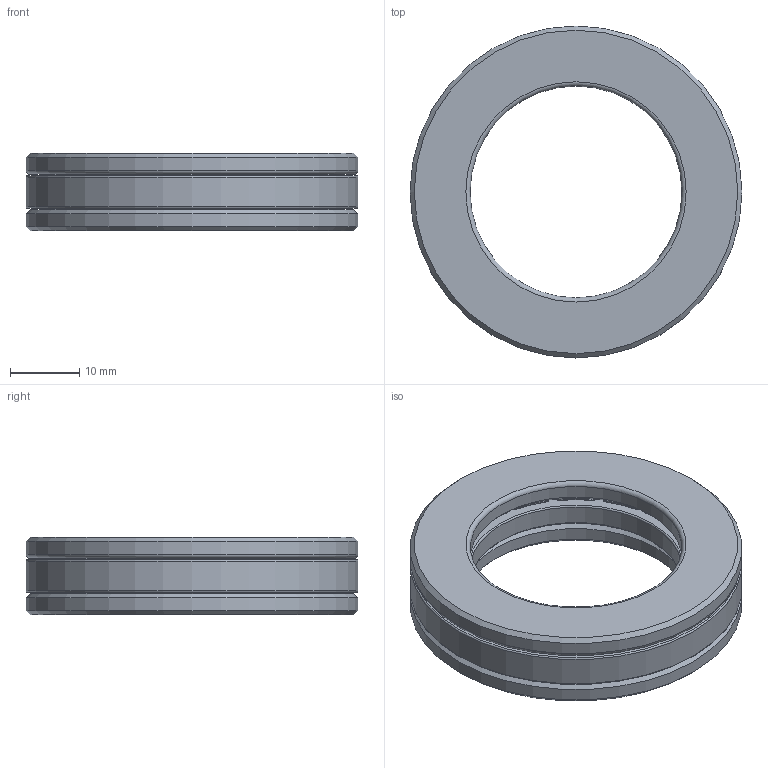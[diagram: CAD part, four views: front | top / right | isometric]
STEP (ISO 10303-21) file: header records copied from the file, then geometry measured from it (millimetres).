
FILE_DESCRIPTION(/* description */ (''),/* implementation_level */ '2;1');
FILE_NAME(/* name */ '4300N15_Cylindrical-Roller Thrust Bearing.step',/* time_stamp */ '2023-12-15T18:07:14+05:30',/* author */ (''),/* organization */ (''),/* preprocessor_version */ 'ST-DEVELOPER v20',/* originating_system */ 'Autodesk Translation Framework v12.14.0.127',/* authorisation */ '');
FILE_SCHEMA (('AUTOMOTIVE_DESIGN { 1 0 10303 214 3 1 1 }'));
Length unit declared in the file: millimetre
Products named in the file (1): 4300N15_Cylindrical-Roller Thrust Bearing
Bounding box: 48 x 48 x 11.23 mm (x, y, z)
Volume: 10129.5 mm3; surface area: 10589.9 mm2
Topology: 19 solids, 19 shells, 541 faces, 1294 edges, 713 vertices
Faces by surface type: torus 168, cylinder 167, bspline 128, plane 72, cone 6
Full cylindrical faces by diameter (mm): 5 x7, 5.106 x9, 30.638 x2, 32.681 x1, 44.527 x1, 48 x3
Entity records: 17829 total; most frequent: CARTESIAN_POINT 5776, DIRECTION 2735, ORIENTED_EDGE 2460, EDGE_CURVE 1230, AXIS2_PLACEMENT_3D 1225, VERTEX_POINT 713, CIRCLE 671, EDGE_LOOP 565
